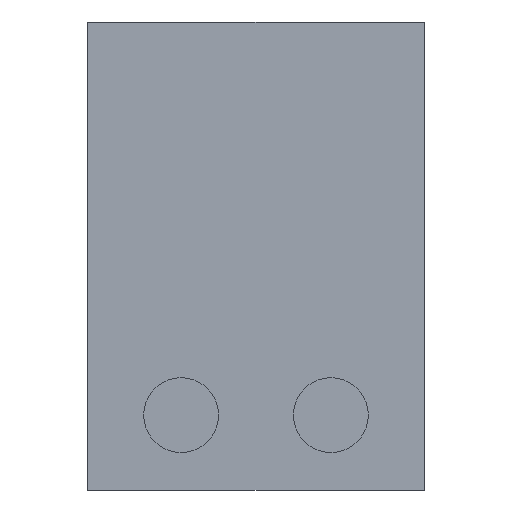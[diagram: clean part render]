
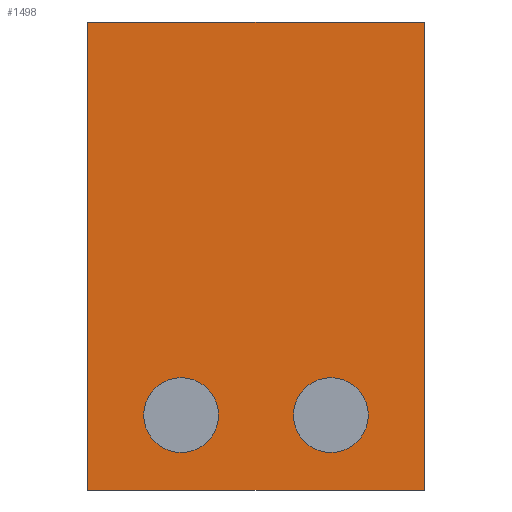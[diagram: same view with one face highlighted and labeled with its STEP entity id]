
A CAD part, front view. The second image highlights one B-rep face of the part: STEP entity #1498.
In plain terms, the highlighted planar face has unit normal (0, -1, 0).
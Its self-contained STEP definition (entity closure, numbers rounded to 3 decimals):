
#19=FACE_BOUND('',#223,.T.);
#20=FACE_BOUND('',#224,.T.);
#70=PLANE('',#1634);
#144=FACE_OUTER_BOUND('',#222,.T.);
#222=EDGE_LOOP('',(#1395,#1396,#1397,#1398));
#223=EDGE_LOOP('',(#1399));
#224=EDGE_LOOP('',(#1400));
#244=LINE('',#2109,#412);
#284=LINE('',#2228,#452);
#357=LINE('',#2404,#525);
#358=LINE('',#2406,#526);
#412=VECTOR('',#1680,10.);
#452=VECTOR('',#1766,10.);
#525=VECTOR('',#1949,10.);
#526=VECTOR('',#1952,10.);
#599=CIRCLE('',#1577,2.);
#600=CIRCLE('',#1579,2.);
#635=VERTEX_POINT('',#2106);
#636=VERTEX_POINT('',#2108);
#691=VERTEX_POINT('',#2225);
#692=VERTEX_POINT('',#2227);
#727=VERTEX_POINT('',#2345);
#728=VERTEX_POINT('',#2349);
#781=EDGE_CURVE('',#636,#635,#244,.T.);
#841=EDGE_CURVE('',#691,#692,#284,.T.);
#904=EDGE_CURVE('',#727,#727,#599,.T.);
#906=EDGE_CURVE('',#728,#728,#600,.T.);
#933=EDGE_CURVE('',#635,#692,#357,.T.);
#934=EDGE_CURVE('',#636,#691,#358,.T.);
#1395=ORIENTED_EDGE('',*,*,#781,.T.);
#1396=ORIENTED_EDGE('',*,*,#933,.T.);
#1397=ORIENTED_EDGE('',*,*,#841,.F.);
#1398=ORIENTED_EDGE('',*,*,#934,.F.);
#1399=ORIENTED_EDGE('',*,*,#904,.T.);
#1400=ORIENTED_EDGE('',*,*,#906,.T.);
#1498=ADVANCED_FACE('',(#144,#19,#20),#70,.T.);
#1577=AXIS2_PLACEMENT_3D('',#2346,#1878,#1879);
#1579=AXIS2_PLACEMENT_3D('',#2350,#1883,#1884);
#1634=AXIS2_PLACEMENT_3D('',#2483,#2047,#2048);
#1680=DIRECTION('',(0.,0.,1.));
#1766=DIRECTION('',(0.,0.,1.));
#1878=DIRECTION('center_axis',(0.,1.,0.));
#1879=DIRECTION('ref_axis',(1.,0.,0.));
#1883=DIRECTION('center_axis',(0.,1.,0.));
#1884=DIRECTION('ref_axis',(1.,0.,0.));
#1949=DIRECTION('',(-1.,0.,0.));
#1952=DIRECTION('',(-1.,0.,0.));
#2047=DIRECTION('center_axis',(0.,-1.,0.));
#2048=DIRECTION('ref_axis',(0.,0.,1.));
#2106=CARTESIAN_POINT('',(0.,-30.,21.5));
#2108=CARTESIAN_POINT('',(0.,-30.,-3.5));
#2109=CARTESIAN_POINT('',(0.,-30.,-3.5));
#2225=CARTESIAN_POINT('',(-18.,-30.,-3.5));
#2227=CARTESIAN_POINT('',(-18.,-30.,21.5));
#2228=CARTESIAN_POINT('',(-18.,-30.,-3.5));
#2345=CARTESIAN_POINT('',(-15.,-30.,0.5));
#2346=CARTESIAN_POINT('Origin',(-13.,-30.,0.5));
#2349=CARTESIAN_POINT('',(-7.,-30.,0.5));
#2350=CARTESIAN_POINT('Origin',(-5.,-30.,0.5));
#2404=CARTESIAN_POINT('',(0.,-30.,21.5));
#2406=CARTESIAN_POINT('',(0.,-30.,-3.5));
#2483=CARTESIAN_POINT('Origin',(0.,-30.,-3.5));
